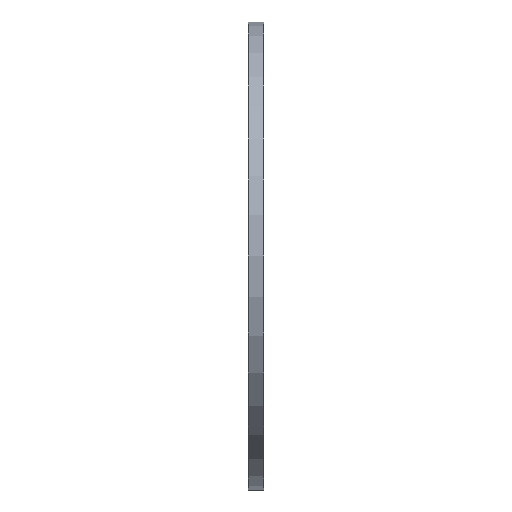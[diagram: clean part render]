
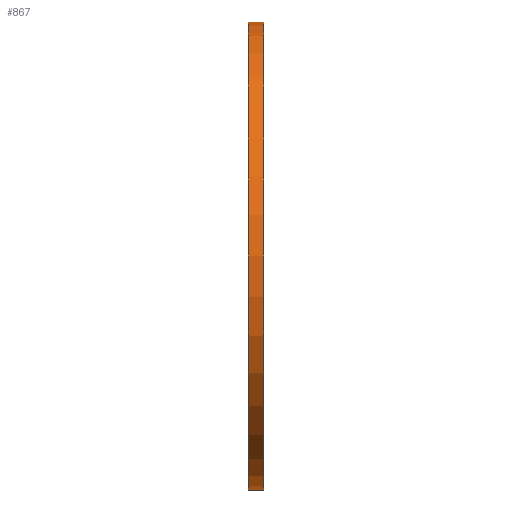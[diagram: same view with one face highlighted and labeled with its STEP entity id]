
A CAD part, left-side view. The second image highlights one B-rep face of the part: STEP entity #867.
In plain terms, the highlighted cylindrical face has radius 222.5 mm (diameter 445 mm), a partial arc.
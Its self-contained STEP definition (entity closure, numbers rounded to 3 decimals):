
#39 = DIRECTION ( 'NONE',  ( 0., 1., 0. ) ) ;
#91 = DIRECTION ( 'NONE',  ( 0., 0., 1. ) ) ;
#145 = ORIENTED_EDGE ( 'NONE', *, *, #862, .T. ) ;
#178 = AXIS2_PLACEMENT_3D ( 'NONE', #355, #512, #199 ) ;
#179 = EDGE_LOOP ( 'NONE', ( #1044, #145, #749, #854 ) ) ;
#199 = DIRECTION ( 'NONE',  ( 0., 0., 1. ) ) ;
#243 = VERTEX_POINT ( 'NONE', #518 ) ;
#244 = DIRECTION ( 'NONE',  ( 0., 1., 0. ) ) ;
#282 = CARTESIAN_POINT ( 'NONE',  ( 0., 0., 222.5 ) ) ;
#294 = EDGE_CURVE ( 'NONE', #311, #807, #695, .T. ) ;
#311 = VERTEX_POINT ( 'NONE', #282 ) ;
#355 = CARTESIAN_POINT ( 'NONE',  ( 0., 15., 0. ) ) ;
#420 = VERTEX_POINT ( 'NONE', #631 ) ;
#484 = AXIS2_PLACEMENT_3D ( 'NONE', #553, #493, #911 ) ;
#493 = DIRECTION ( 'NONE',  ( 0., 1., 0. ) ) ;
#498 = CIRCLE ( 'NONE', #178, 222.5 ) ;
#512 = DIRECTION ( 'NONE',  ( 0., 1., 0. ) ) ;
#516 = VECTOR ( 'NONE', #894, 1000. ) ;
#518 = CARTESIAN_POINT ( 'NONE',  ( 0., 0., -222.5 ) ) ;
#553 = CARTESIAN_POINT ( 'NONE',  ( 0., 0., 0. ) ) ;
#558 = CARTESIAN_POINT ( 'NONE',  ( 0., 38.545, -222.5 ) ) ;
#631 = CARTESIAN_POINT ( 'NONE',  ( 0., 15., -222.5 ) ) ;
#652 = FACE_OUTER_BOUND ( 'NONE', #179, .T. ) ;
#653 = EDGE_CURVE ( 'NONE', #420, #807, #498, .T. ) ;
#659 = CARTESIAN_POINT ( 'NONE',  ( 0., 38.545, 0. ) ) ;
#695 = LINE ( 'NONE', #772, #763 ) ;
#702 = CARTESIAN_POINT ( 'NONE',  ( 0., 15., 222.5 ) ) ;
#733 = LINE ( 'NONE', #558, #516 ) ;
#749 = ORIENTED_EDGE ( 'NONE', *, *, #294, .T. ) ;
#763 = VECTOR ( 'NONE', #39, 1000. ) ;
#772 = CARTESIAN_POINT ( 'NONE',  ( 0., 38.545, 222.5 ) ) ;
#807 = VERTEX_POINT ( 'NONE', #702 ) ;
#854 = ORIENTED_EDGE ( 'NONE', *, *, #653, .F. ) ;
#862 = EDGE_CURVE ( 'NONE', #243, #311, #903, .T. ) ;
#867 = ADVANCED_FACE ( 'NONE', ( #652 ), #899, .T. ) ;
#894 = DIRECTION ( 'NONE',  ( 0., 1., 0. ) ) ;
#899 = CYLINDRICAL_SURFACE ( 'NONE', #923, 222.5 ) ;
#903 = CIRCLE ( 'NONE', #484, 222.5 ) ;
#911 = DIRECTION ( 'NONE',  ( 0., 0., 1. ) ) ;
#923 = AXIS2_PLACEMENT_3D ( 'NONE', #659, #244, #91 ) ;
#1006 = EDGE_CURVE ( 'NONE', #243, #420, #733, .T. ) ;
#1044 = ORIENTED_EDGE ( 'NONE', *, *, #1006, .F. ) ;
